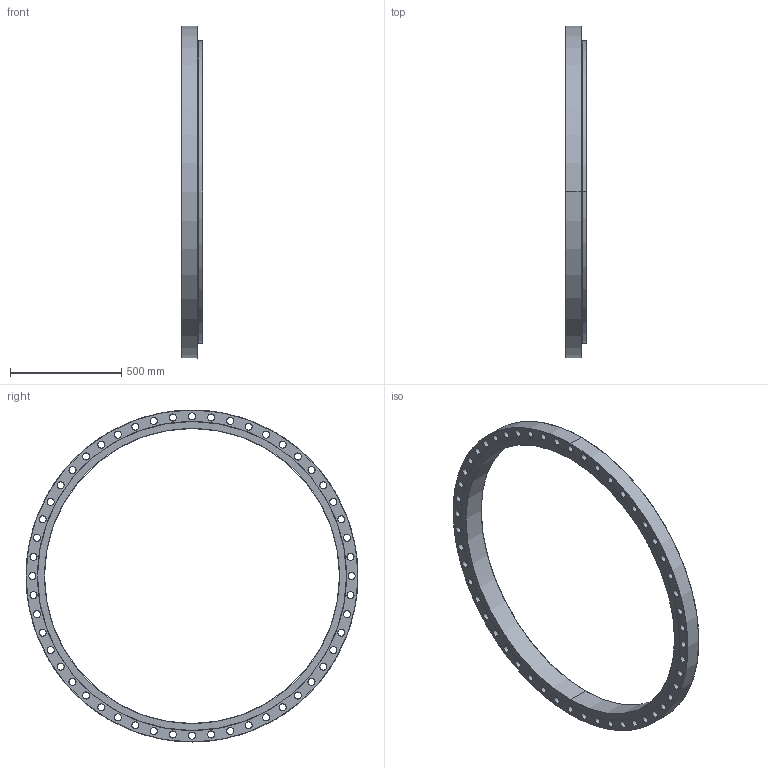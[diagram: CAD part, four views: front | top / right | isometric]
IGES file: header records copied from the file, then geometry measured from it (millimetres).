
Start section: SolidWorks IGES file using analytic representation for surfaces
Global section: file name: 52_150_B1647B_RF_SOF.IGS; native system: SolidWorks 2023; preprocessor: SolidWorks 2023; author: Ken_Snader; date: 240111.213108; units: inch
Bounding box: 96.84 x 1493.84 x 1493.84 mm (x, y, z)
Surface area: 1853990.7 mm2 (no closed solid volume)
Topology: 0 solids, 0 shells, 118 faces, 2632 edges, 2632 vertices
Faces by surface type: revolution 112, bspline 6
